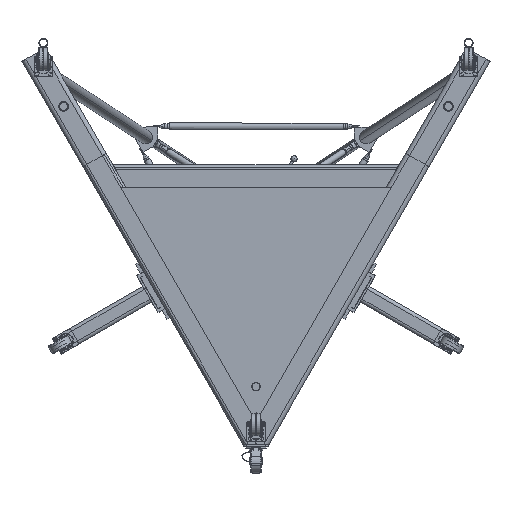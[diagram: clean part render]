
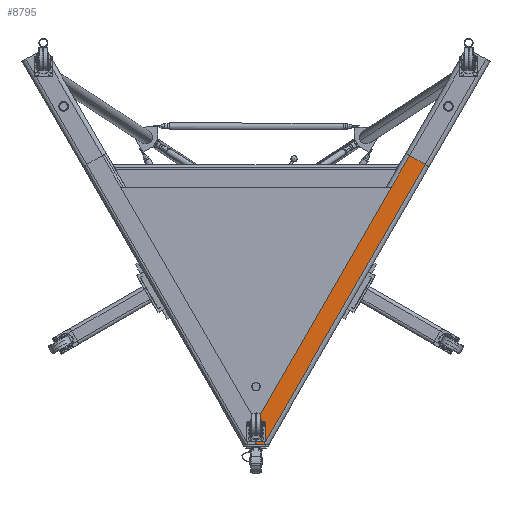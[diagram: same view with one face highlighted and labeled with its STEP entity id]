
A CAD part, front view. The second image highlights one B-rep face of the part: STEP entity #8795.
In plain terms, the highlighted planar face has unit normal (0, -1, 0).
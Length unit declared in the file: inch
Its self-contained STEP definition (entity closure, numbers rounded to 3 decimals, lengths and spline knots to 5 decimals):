
#550 = VECTOR ( 'NONE', #753, 39.37008 ) ;
#753 = DIRECTION ( 'NONE',  ( -1., 0., 0. ) ) ;
#4455 = VERTEX_POINT ( 'NONE', #39747 ) ;
#7174 = CARTESIAN_POINT ( 'NONE',  ( 1.73205, -3., -58.99261 ) ) ;
#7317 = LINE ( 'NONE', #157102, #25874 ) ;
#8795 = ADVANCED_FACE ( 'Defeatured_09434', ( #79033 ), #151055, .F. ) ;
#11796 = DIRECTION ( 'NONE',  ( 0.009, 0., 1. ) ) ;
#14528 = CARTESIAN_POINT ( 'NONE',  ( 2., -3., -58.49261 ) ) ;
#21247 = EDGE_CURVE ( 'Defeatured_09444+Defeatured_09434+Defeatured_095+Defeatured_097', #92763, #111959, #57501, .T. ) ;
#25071 = VECTOR ( 'NONE', #88436, 39.37008 ) ;
#25874 = VECTOR ( 'NONE', #111369, 39.37008 ) ;
#25944 = EDGE_CURVE ( 'Defeatured_09434+Defeatured_09942+Defeatured_09937+Defeatured_09938', #73915, #157053, #75850, .T. ) ;
#31785 = CARTESIAN_POINT ( 'NONE',  ( 30.01795, -3., -2. ) ) ;
#34392 = CARTESIAN_POINT ( 'NONE',  ( 2., -3., -54.24261 ) ) ;
#36453 = AXIS2_PLACEMENT_3D ( 'NONE', #119944, #105331, #164685 ) ;
#36953 = ORIENTED_EDGE ( 'NONE', *, *, #110199, .T. ) ;
#37041 = DIRECTION ( 'NONE',  ( 0.5, 0., 0.866 ) ) ;
#38416 = DIRECTION ( 'NONE',  ( 0.009, 0., 1. ) ) ;
#38724 = VERTEX_POINT ( 'NONE', #7174 ) ;
#38890 = EDGE_CURVE ( 'Defeatured_091+Defeatured_09434+Defeatured_097+Defeatured_09441', #111959, #170001, #71304, .T. ) ;
#39747 = CARTESIAN_POINT ( 'NONE',  ( 37.54904, -3., 3.04423 ) ) ;
#40203 = EDGE_CURVE ( 'Defeatured_09434+Defeatured_09938+Defeatured_09942+Defeatured_09444', #157053, #107030, #89289, .T. ) ;
#43596 = VERTEX_POINT ( 'NONE', #34392 ) ;
#47242 = VERTEX_POINT ( 'NONE', #173760 ) ;
#48572 = LINE ( 'NONE', #107857, #185513 ) ;
#53992 = CARTESIAN_POINT ( 'NONE',  ( 1.75, -3., -53.99261 ) ) ;
#54828 = DIRECTION ( 'NONE',  ( 1., 0., 0. ) ) ;
#55370 = VECTOR ( 'NONE', #38416, 39.37008 ) ;
#57501 = LINE ( 'NONE', #70163, #167350 ) ;
#61178 = ORIENTED_EDGE ( 'NONE', *, *, #158093, .F. ) ;
#66638 = CARTESIAN_POINT ( 'NONE',  ( 0., -3., -58.99261 ) ) ;
#66850 = VERTEX_POINT ( 'NONE', #173318 ) ;
#67589 = LINE ( 'NONE', #66638, #55370 ) ;
#69560 = DIRECTION ( 'NONE',  ( 0., 0., -1. ) ) ;
#70163 = CARTESIAN_POINT ( 'NONE',  ( 0., -3., -58.99261 ) ) ;
#70941 = EDGE_CURVE ( 'Defeatured_09444+Defeatured_09434+Defeatured_09443+Defeatured_095', #47242, #107030, #67589, .T. ) ;
#71304 = LINE ( 'NONE', #72259, #118318 ) ;
#72259 = CARTESIAN_POINT ( 'NONE',  ( -3.41506, -3., -59.90768 ) ) ;
#73213 = DIRECTION ( 'NONE',  ( 0.5, 0., 0.866 ) ) ;
#73915 = VERTEX_POINT ( 'NONE', #165848 ) ;
#75850 = CIRCLE ( 'NONE', #184597, 0.25 ) ;
#77500 = EDGE_CURVE ( 'Defeatured_09434+Defeatured_09937+Defeatured_09943+Defeatured_09942', #43596, #73915, #83634, .T. ) ;
#79033 = FACE_OUTER_BOUND ( 'NONE', #183762, .T. ) ;
#81301 = EDGE_CURVE ( 'Defeatured_09434+Defeatured_09445+Defeatured_09440+Defeatured_09441', #4455, #66850, #101888, .T. ) ;
#82670 = CARTESIAN_POINT ( 'NONE',  ( 0.00436, -3., -58.49261 ) ) ;
#83634 = LINE ( 'NONE', #14528, #25071 ) ;
#84343 = ORIENTED_EDGE ( 'NONE', *, *, #40203, .T. ) ;
#88436 = DIRECTION ( 'NONE',  ( 0., 0., -1. ) ) ;
#89289 = LINE ( 'NONE', #148648, #550 ) ;
#92763 = VERTEX_POINT ( 'NONE', #182829 ) ;
#98671 = ORIENTED_EDGE ( 'NONE', *, *, #25944, .T. ) ;
#101888 = LINE ( 'NONE', #161251, #134440 ) ;
#105331 = DIRECTION ( 'NONE',  ( 0., 1., 0. ) ) ;
#106889 = DIRECTION ( 'NONE',  ( -1., 0., 0. ) ) ;
#107030 = VERTEX_POINT ( 'NONE', #82670 ) ;
#107857 = CARTESIAN_POINT ( 'NONE',  ( 3.4641, -3., -58.99261 ) ) ;
#108505 = CARTESIAN_POINT ( 'NONE',  ( 1.75, -3., -54.24261 ) ) ;
#108993 = LINE ( 'NONE', #151844, #179685 ) ;
#110132 = ORIENTED_EDGE ( 'NONE', *, *, #173507, .T. ) ;
#110199 = EDGE_CURVE ( 'Defeatured_09434+Defeatured_09936+Defeatured_09444+Defeatured_09943', #92763, #158260, #128722, .T. ) ;
#111369 = DIRECTION ( 'NONE',  ( 0.5, 0., 0.866 ) ) ;
#111959 = VERTEX_POINT ( 'NONE', #146961 ) ;
#115653 = ORIENTED_EDGE ( 'NONE', *, *, #170987, .F. ) ;
#118318 = VECTOR ( 'NONE', #73213, 39.37008 ) ;
#118767 = ORIENTED_EDGE ( 'NONE', *, *, #77500, .T. ) ;
#119944 = CARTESIAN_POINT ( 'NONE',  ( -3.41506, -3., -59.90768 ) ) ;
#120180 = ORIENTED_EDGE ( 'NONE', *, *, #70941, .F. ) ;
#123441 = CARTESIAN_POINT ( 'NONE',  ( 1.75, -3., -58.24261 ) ) ;
#128722 = LINE ( 'NONE', #188109, #161179 ) ;
#134440 = VECTOR ( 'NONE', #146664, 39.37008 ) ;
#146664 = DIRECTION ( 'NONE',  ( -0.866, 0., 0.5 ) ) ;
#146961 = CARTESIAN_POINT ( 'NONE',  ( 0.0443, -3., -53.91588 ) ) ;
#148648 = CARTESIAN_POINT ( 'NONE',  ( -2., -3., -58.49261 ) ) ;
#149793 = DIRECTION ( 'NONE',  ( 0., 1., 0. ) ) ;
#151055 = PLANE ( 'NONE',  #36453 ) ;
#151844 = CARTESIAN_POINT ( 'NONE',  ( 0.04904, -3., -61.90768 ) ) ;
#157053 = VERTEX_POINT ( 'NONE', #169822 ) ;
#157102 = CARTESIAN_POINT ( 'NONE',  ( -3.41506, -3., -59.90768 ) ) ;
#158093 = EDGE_CURVE ( 'Defeatured_09441+Defeatured_09434+Defeatured_091+Defeatured_09454', #170001, #66850, #7317, .T. ) ;
#158260 = VERTEX_POINT ( 'NONE', #53992 ) ;
#161179 = VECTOR ( 'NONE', #54828, 39.37008 ) ;
#161251 = CARTESIAN_POINT ( 'NONE',  ( 34.08494, -3., 5.04423 ) ) ;
#163098 = ORIENTED_EDGE ( 'NONE', *, *, #38890, .F. ) ;
#164685 = DIRECTION ( 'NONE',  ( 0.866, 0., -0.5 ) ) ;
#165848 = CARTESIAN_POINT ( 'NONE',  ( 2., -3., -58.24261 ) ) ;
#166566 = ORIENTED_EDGE ( 'NONE', *, *, #169547, .T. ) ;
#167350 = VECTOR ( 'NONE', #11796, 39.37008 ) ;
#167884 = DIRECTION ( 'NONE',  ( 0., 1., 0. ) ) ;
#169547 = EDGE_CURVE ( 'Defeatured_09434+Defeatured_09943+Defeatured_09936+Defeatured_09937', #158260, #43596, #172758, .T. ) ;
#169822 = CARTESIAN_POINT ( 'NONE',  ( 1.75, -3., -58.49261 ) ) ;
#170001 = VERTEX_POINT ( 'NONE', #31785 ) ;
#170987 = EDGE_CURVE ( 'Defeatured_09443+Defeatured_09434+Defeatured_09440+Defeatured_09444', #38724, #47242, #48572, .T. ) ;
#171921 = ORIENTED_EDGE ( 'NONE', *, *, #81301, .T. ) ;
#172758 = CIRCLE ( 'NONE', #175955, 0.25 ) ;
#173318 = CARTESIAN_POINT ( 'NONE',  ( 34.08494, -3., 5.04423 ) ) ;
#173507 = EDGE_CURVE ( 'Defeatured_09434+Defeatured_09440+Defeatured_09443+Defeatured_09445', #38724, #4455, #108993, .T. ) ;
#173760 = CARTESIAN_POINT ( 'NONE',  ( 0., -3., -58.99261 ) ) ;
#175955 = AXIS2_PLACEMENT_3D ( 'NONE', #108505, #167884, #69560 ) ;
#179685 = VECTOR ( 'NONE', #37041, 39.37008 ) ;
#182818 = DIRECTION ( 'NONE',  ( 0., 0., -1. ) ) ;
#182829 = CARTESIAN_POINT ( 'NONE',  ( 0.04363, -3., -53.99261 ) ) ;
#183762 = EDGE_LOOP ( 'NONE', ( #84343, #120180, #115653, #110132, #171921, #61178, #163098, #184313, #36953, #166566, #118767, #98671 ) ) ;
#184313 = ORIENTED_EDGE ( 'NONE', *, *, #21247, .F. ) ;
#184597 = AXIS2_PLACEMENT_3D ( 'NONE', #123441, #149793, #182818 ) ;
#185513 = VECTOR ( 'NONE', #106889, 39.37008 ) ;
#188109 = CARTESIAN_POINT ( 'NONE',  ( -2., -3., -53.99261 ) ) ;
